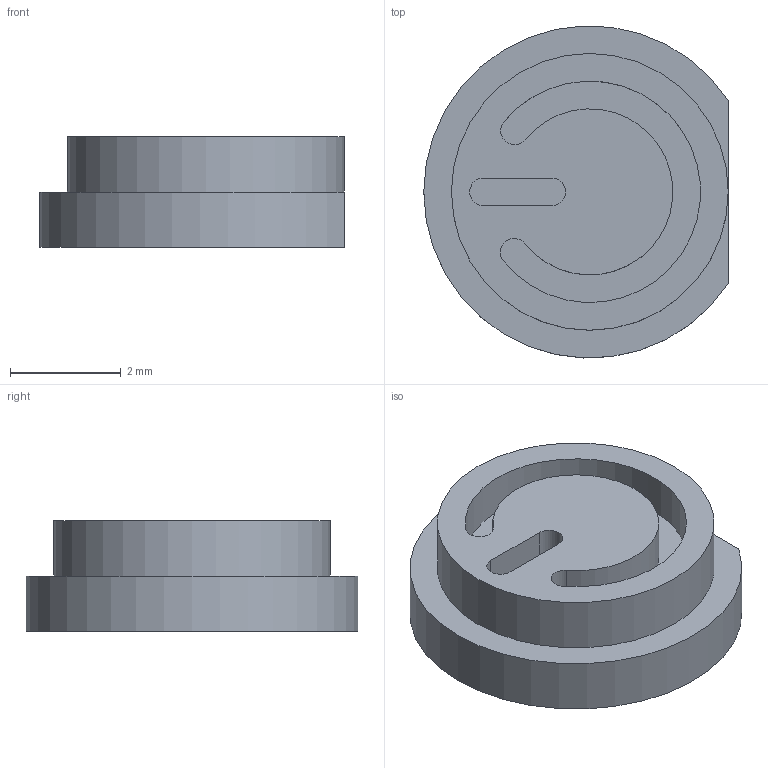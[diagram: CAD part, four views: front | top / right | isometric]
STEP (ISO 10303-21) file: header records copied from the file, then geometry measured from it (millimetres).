
FILE_DESCRIPTION(/* description */ (''),/* implementation_level */ '2;1');
FILE_NAME(/* name */ 'Power.step',/* time_stamp */ '2025-05-16T22:40:09+02:00',/* author */ (''),/* organization */ (''),/* preprocessor_version */ 'ST-DEVELOPER v20.1',/* originating_system */ 'Autodesk Translation Framework v14.4.0.0',/* authorisation */ '');
FILE_SCHEMA (('AUTOMOTIVE_DESIGN { 1 0 10303 214 3 1 1 }'));
Length unit declared in the file: millimetre
Products named in the file (1): Xii-Boy Ultra
Bounding box: 5.5 x 6 x 2 mm (x, y, z)
Volume: 42.8 mm3; surface area: 105.8 mm2
Topology: 1 solids, 1 shells, 16 faces, 35 edges, 23 vertices
Faces by surface type: cylinder 8, plane 8
Full cylindrical faces by diameter (mm): 5 x1
Entity records: 717 total; most frequent: DIRECTION 86, CARTESIAN_POINT 75, ORIENTED_EDGE 70, PRESENTATION_STYLE_ASSIGNMENT 36, SURFACE_STYLE_USAGE 36, SURFACE_SIDE_STYLE 36, SURFACE_STYLE_FILL_AREA 36, FILL_AREA_STYLE 36
